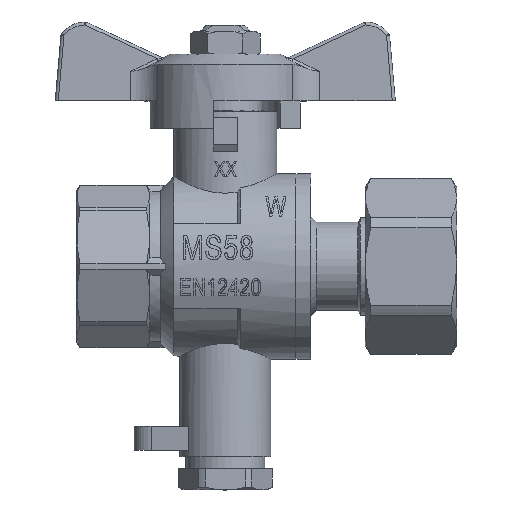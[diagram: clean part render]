
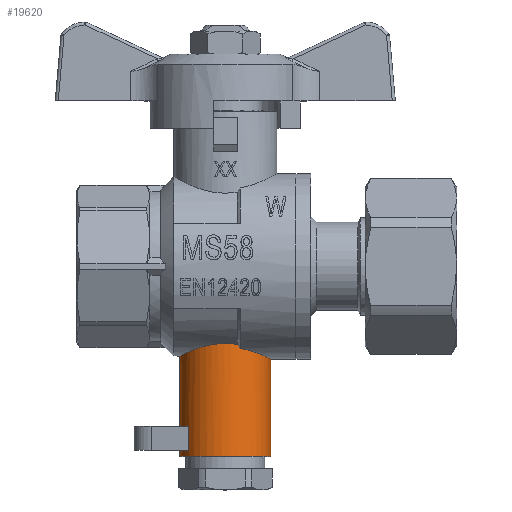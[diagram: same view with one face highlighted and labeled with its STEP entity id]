
A CAD part, top view. The second image highlights one B-rep face of the part: STEP entity #19620.
In plain terms, the highlighted cylindrical face has radius 7.5 mm (diameter 15 mm), a full revolution.
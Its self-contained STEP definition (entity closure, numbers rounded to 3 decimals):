
#25=(
BOUNDED_CURVE()
B_SPLINE_CURVE(3,(#33169,#33170,#33171,#33172,#33173,#33174,#33175,#33176,
#33177,#33178,#33179,#33180,#33181),.UNSPECIFIED.,.F.,.F.)
B_SPLINE_CURVE_WITH_KNOTS((4,3,3,3,4),(0.,0.209,0.419,
0.628,0.838),.PIECEWISE_BEZIER_KNOTS.)
CURVE()
GEOMETRIC_REPRESENTATION_ITEM()
RATIONAL_B_SPLINE_CURVE((1.,1.,1.,1.,1.,1.,1.,1.,1.,1.,1.,1.,1.))
REPRESENTATION_ITEM('')
);
#26=(
BOUNDED_CURVE()
B_SPLINE_CURVE(3,(#33194,#33195,#33196,#33197,#33198,#33199,#33200,#33201,
#33202,#33203,#33204,#33205,#33206),.UNSPECIFIED.,.F.,.F.)
B_SPLINE_CURVE_WITH_KNOTS((4,3,3,3,4),(0.,0.21,0.42,
0.629,0.838),.PIECEWISE_BEZIER_KNOTS.)
CURVE()
GEOMETRIC_REPRESENTATION_ITEM()
RATIONAL_B_SPLINE_CURVE((1.,1.,1.,1.,1.,1.,1.,1.,1.,1.,1.,1.,1.))
REPRESENTATION_ITEM('')
);
#278=B_SPLINE_CURVE_WITH_KNOTS('',3,(#33184,#33185,#33186,#33187,#33188,
#33189,#33190,#33191,#33192),.UNSPECIFIED.,.F.,.F.,(4,1,1,1,1,1,4),(-0.009,
-0.005,-0.002,0.,0.002,
0.005,0.009),.UNSPECIFIED.);
#279=B_SPLINE_CURVE_WITH_KNOTS('',3,(#33208,#33209,#33210,#33211,#33212,
#33213,#33214,#33215,#33216,#33217,#33218),.UNSPECIFIED.,.F.,.F.,(4,1,1,
1,1,1,1,1,4),(0.,0.003,0.007,0.01,
0.014,0.017,0.021,0.024,
0.028),.UNSPECIFIED.);
#1634=CYLINDRICAL_SURFACE('',#21145,7.5);
#1826=LINE('',#33222,#3018);
#1827=LINE('',#33226,#3019);
#3018=VECTOR('',#24484,1000.);
#3019=VECTOR('',#24487,1000.);
#4785=ORIENTED_EDGE('',*,*,#10609,.F.);
#4786=ORIENTED_EDGE('',*,*,#10610,.T.);
#4787=ORIENTED_EDGE('',*,*,#10611,.T.);
#4788=ORIENTED_EDGE('',*,*,#10612,.T.);
#4789=ORIENTED_EDGE('',*,*,#10613,.T.);
#4790=ORIENTED_EDGE('',*,*,#10614,.T.);
#4791=ORIENTED_EDGE('',*,*,#10615,.F.);
#4792=ORIENTED_EDGE('',*,*,#10616,.F.);
#4793=ORIENTED_EDGE('',*,*,#10617,.T.);
#10609=EDGE_CURVE('',#13568,#13568,#15513,.T.);
#10610=EDGE_CURVE('',#13569,#13570,#25,.T.);
#10611=EDGE_CURVE('',#13570,#13571,#278,.T.);
#10612=EDGE_CURVE('',#13571,#13572,#26,.T.);
#10613=EDGE_CURVE('',#13572,#13569,#279,.T.);
#10614=EDGE_CURVE('',#13573,#13574,#15514,.T.);
#10615=EDGE_CURVE('',#13575,#13574,#1826,.T.);
#10616=EDGE_CURVE('',#13576,#13575,#15515,.T.);
#10617=EDGE_CURVE('',#13576,#13573,#1827,.T.);
#13568=VERTEX_POINT('',#33168);
#13569=VERTEX_POINT('',#33182);
#13570=VERTEX_POINT('',#33183);
#13571=VERTEX_POINT('',#33193);
#13572=VERTEX_POINT('',#33207);
#13573=VERTEX_POINT('',#33220);
#13574=VERTEX_POINT('',#33221);
#13575=VERTEX_POINT('',#33223);
#13576=VERTEX_POINT('',#33225);
#15513=CIRCLE('',#21146,7.5);
#15514=CIRCLE('',#21147,7.5);
#15515=CIRCLE('',#21148,7.5);
#16070=EDGE_LOOP('',(#4785));
#16071=EDGE_LOOP('',(#4786,#4787,#4788,#4789));
#16072=EDGE_LOOP('',(#4790,#4791,#4792,#4793));
#17410=FACE_BOUND('',#16070,.T.);
#17411=FACE_BOUND('',#16071,.T.);
#17412=FACE_BOUND('',#16072,.T.);
#19620=ADVANCED_FACE('',(#17410,#17411,#17412),#1634,.T.);
#21145=AXIS2_PLACEMENT_3D('',#33166,#24478,#24479);
#21146=AXIS2_PLACEMENT_3D('',#33167,#24480,#24481);
#21147=AXIS2_PLACEMENT_3D('',#33219,#24482,#24483);
#21148=AXIS2_PLACEMENT_3D('',#33224,#24485,#24486);
#24478=DIRECTION('',(0.,-1.,0.));
#24479=DIRECTION('',(-1.,0.,0.));
#24480=DIRECTION('',(0.,-1.,0.));
#24481=DIRECTION('',(1.,0.,0.));
#24482=DIRECTION('',(0.,-1.,0.));
#24483=DIRECTION('',(-1.,0.,0.));
#24484=DIRECTION('',(0.,-1.,0.));
#24485=DIRECTION('',(0.,-1.,0.));
#24486=DIRECTION('',(-1.,0.,0.));
#24487=DIRECTION('',(0.,-1.,0.));
#33166=CARTESIAN_POINT('',(0.,-20.3,0.));
#33167=CARTESIAN_POINT('',(0.,-31.3,0.));
#33168=CARTESIAN_POINT('',(7.5,-31.3,0.));
#33169=CARTESIAN_POINT('',(2.,-12.857,-7.228));
#33170=CARTESIAN_POINT('',(2.042,-12.912,-7.217));
#33171=CARTESIAN_POINT('',(2.084,-12.966,-7.205));
#33172=CARTESIAN_POINT('',(2.125,-13.021,-7.193));
#33173=CARTESIAN_POINT('',(2.167,-13.075,-7.18));
#33174=CARTESIAN_POINT('',(2.209,-13.13,-7.167));
#33175=CARTESIAN_POINT('',(2.251,-13.185,-7.154));
#33176=CARTESIAN_POINT('',(2.292,-13.239,-7.141));
#33177=CARTESIAN_POINT('',(2.334,-13.294,-7.128));
#33178=CARTESIAN_POINT('',(2.375,-13.348,-7.114));
#33179=CARTESIAN_POINT('',(2.417,-13.403,-7.1));
#33180=CARTESIAN_POINT('',(2.459,-13.457,-7.086));
#33181=CARTESIAN_POINT('',(2.5,-13.512,-7.071));
#33182=CARTESIAN_POINT('',(2.,-12.857,-7.228));
#33183=CARTESIAN_POINT('',(2.5,-13.512,-7.071));
#33184=CARTESIAN_POINT('',(2.5,-13.512,-7.071));
#33185=CARTESIAN_POINT('',(3.972,-13.784,-6.551));
#33186=CARTESIAN_POINT('',(5.833,-14.47,-5.129));
#33187=CARTESIAN_POINT('',(7.245,-15.122,-2.37));
#33188=CARTESIAN_POINT('',(7.626,-15.313,0.));
#33189=CARTESIAN_POINT('',(7.251,-15.125,2.347));
#33190=CARTESIAN_POINT('',(5.842,-14.473,5.126));
#33191=CARTESIAN_POINT('',(3.971,-13.784,6.551));
#33192=CARTESIAN_POINT('',(2.5,-13.512,7.071));
#33193=CARTESIAN_POINT('',(2.5,-13.512,7.071));
#33194=CARTESIAN_POINT('',(2.5,-13.512,7.071));
#33195=CARTESIAN_POINT('',(2.459,-13.457,7.086));
#33196=CARTESIAN_POINT('',(2.417,-13.403,7.1));
#33197=CARTESIAN_POINT('',(2.375,-13.348,7.114));
#33198=CARTESIAN_POINT('',(2.334,-13.294,7.128));
#33199=CARTESIAN_POINT('',(2.292,-13.239,7.141));
#33200=CARTESIAN_POINT('',(2.251,-13.185,7.154));
#33201=CARTESIAN_POINT('',(2.209,-13.13,7.167));
#33202=CARTESIAN_POINT('',(2.167,-13.075,7.18));
#33203=CARTESIAN_POINT('',(2.125,-13.021,7.193));
#33204=CARTESIAN_POINT('',(2.084,-12.966,7.205));
#33205=CARTESIAN_POINT('',(2.042,-12.912,7.217));
#33206=CARTESIAN_POINT('',(2.,-12.857,7.228));
#33207=CARTESIAN_POINT('',(2.,-12.857,7.228));
#33208=CARTESIAN_POINT('',(2.,-12.857,7.228));
#33209=CARTESIAN_POINT('',(0.875,-12.682,7.54));
#33210=CARTESIAN_POINT('',(-1.53,-12.632,7.623));
#33211=CARTESIAN_POINT('',(-4.732,-13.474,6.146));
#33212=CARTESIAN_POINT('',(-6.932,-14.451,3.499));
#33213=CARTESIAN_POINT('',(-7.784,-14.899,-0.001));
#33214=CARTESIAN_POINT('',(-6.933,-14.452,-3.496));
#33215=CARTESIAN_POINT('',(-4.725,-13.472,-6.15));
#33216=CARTESIAN_POINT('',(-1.536,-12.633,-7.621));
#33217=CARTESIAN_POINT('',(0.874,-12.682,-7.54));
#33218=CARTESIAN_POINT('',(2.,-12.857,-7.228));
#33219=CARTESIAN_POINT('',(0.,-30.3,0.));
#33220=CARTESIAN_POINT('',(-6.,-30.3,4.5));
#33221=CARTESIAN_POINT('',(-6.,-30.3,-4.5));
#33222=CARTESIAN_POINT('',(-6.,-20.3,-4.5));
#33223=CARTESIAN_POINT('',(-6.,-26.3,-4.5));
#33224=CARTESIAN_POINT('',(0.,-26.3,0.));
#33225=CARTESIAN_POINT('',(-6.,-26.3,4.5));
#33226=CARTESIAN_POINT('',(-6.,-20.3,4.5));
